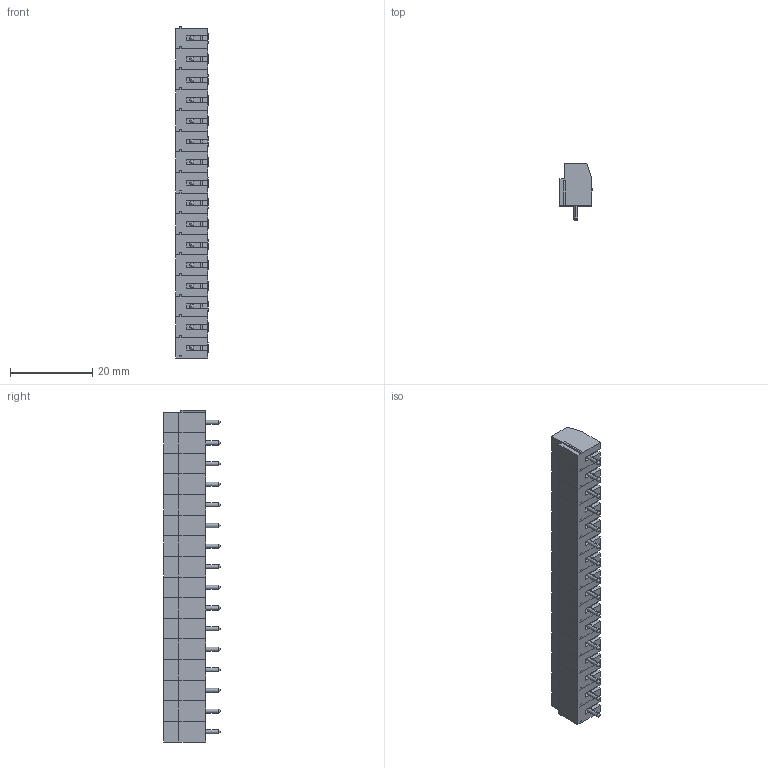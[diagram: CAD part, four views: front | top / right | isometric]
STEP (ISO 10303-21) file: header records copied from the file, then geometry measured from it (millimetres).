
FILE_DESCRIPTION (( 'STEP AP214' ), '1' );
FILE_NAME ('TBLOCK-16PIN-5mm pitch.STEP', '2020-06-29T08:27:26', ( '' ), ( '' ), 'SwSTEP 2.0', 'SolidWorks 2018', '' );
FILE_SCHEMA (( 'AUTOMOTIVE_DESIGN' ));
Length unit declared in the file: millimetre
Products named in the file (4): Inner; Screw; Outter; TBLOCK-16PIN-5mm pitch
Assembly tree (48 placements, depth 2):
  TBLOCK-16PIN-5mm pitch
    Outter  x16
    Screw  x16
    Inner  x16
Bounding box: 7.87 x 13.75 x 80.5 mm (x, y, z)
Volume: 4504.2 mm3; surface area: 11941.4 mm2
Topology: 48 solids, 48 shells, 2640 faces, 6624 edges, 3952 vertices
Faces by surface type: plane 1072, cylinder 688, bspline 448, torus 208, sphere 176, cone 48
Entity records: 5917 total; most frequent: CARTESIAN_POINT 1794, DIRECTION 821, ORIENTED_EDGE 802, EDGE_CURVE 401, AXIS2_PLACEMENT_3D 312, VERTEX_POINT 245, VECTOR 197, LINE 197
